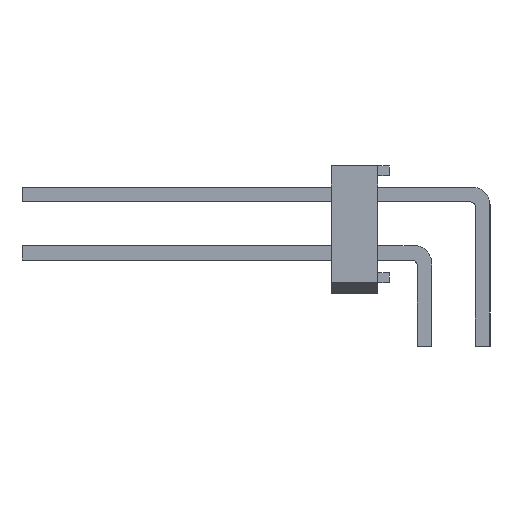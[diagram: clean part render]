
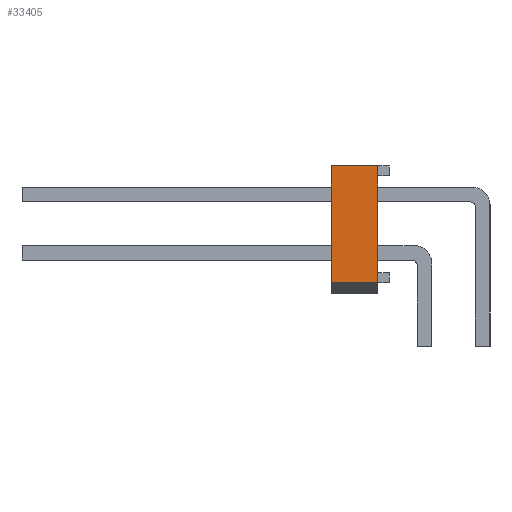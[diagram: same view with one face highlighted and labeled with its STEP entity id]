
A CAD part, left-side view. The second image highlights one B-rep face of the part: STEP entity #33405.
In plain terms, the highlighted face is planar.
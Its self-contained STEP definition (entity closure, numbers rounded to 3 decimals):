
#17912 = VERTEX_POINT('',#17913);
#17913 = CARTESIAN_POINT('',(33.02,2.54,-2.54));
#17919 = EDGE_CURVE('',#17912,#17920,#17922,.T.);
#17920 = VERTEX_POINT('',#17921);
#17921 = CARTESIAN_POINT('',(33.02,0.508,-2.54));
#17922 = LINE('',#17923,#17924);
#17923 = CARTESIAN_POINT('',(33.02,2.54,-2.54));
#17924 = VECTOR('',#17925,1.);
#17925 = DIRECTION('',(0.,-1.,0.));
#33370 = VERTEX_POINT('',#33371);
#33371 = CARTESIAN_POINT('',(33.02,0.508,2.54));
#33379 = EDGE_CURVE('',#33380,#33370,#33382,.T.);
#33380 = VERTEX_POINT('',#33381);
#33381 = CARTESIAN_POINT('',(33.02,2.54,2.54));
#33382 = LINE('',#33383,#33384);
#33383 = CARTESIAN_POINT('',(33.02,2.54,2.54));
#33384 = VECTOR('',#33385,1.);
#33385 = DIRECTION('',(0.,-1.,0.));
#33405 = ADVANCED_FACE('',(#33406),#33422,.F.);
#33406 = FACE_BOUND('',#33407,.T.);
#33407 = EDGE_LOOP('',(#33408,#33414,#33415,#33421));
#33408 = ORIENTED_EDGE('',*,*,#33409,.F.);
#33409 = EDGE_CURVE('',#17920,#33370,#33410,.T.);
#33410 = LINE('',#33411,#33412);
#33411 = CARTESIAN_POINT('',(33.02,0.508,2.54));
#33412 = VECTOR('',#33413,1.);
#33413 = DIRECTION('',(0.,0.,1.));
#33414 = ORIENTED_EDGE('',*,*,#17919,.F.);
#33415 = ORIENTED_EDGE('',*,*,#33416,.F.);
#33416 = EDGE_CURVE('',#33380,#17912,#33417,.T.);
#33417 = LINE('',#33418,#33419);
#33418 = CARTESIAN_POINT('',(33.02,2.54,2.54));
#33419 = VECTOR('',#33420,1.);
#33420 = DIRECTION('',(0.,0.,-1.));
#33421 = ORIENTED_EDGE('',*,*,#33379,.T.);
#33422 = PLANE('',#33423);
#33423 = AXIS2_PLACEMENT_3D('',#33424,#33425,#33426);
#33424 = CARTESIAN_POINT('',(33.02,2.54,2.54));
#33425 = DIRECTION('',(-1.,0.,0.));
#33426 = DIRECTION('',(0.,0.,1.));
